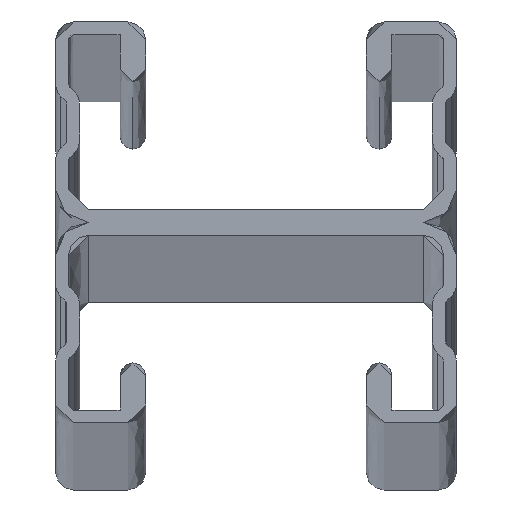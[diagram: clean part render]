
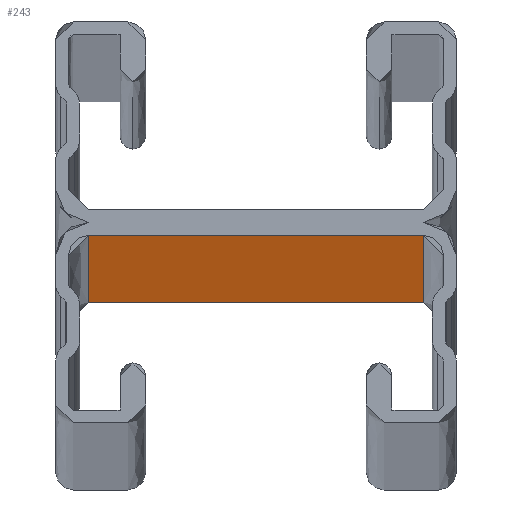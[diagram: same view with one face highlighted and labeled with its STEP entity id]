
A CAD part, top view. The second image highlights one B-rep face of the part: STEP entity #243.
In plain terms, the highlighted planar face has unit normal (0, -1, 0).
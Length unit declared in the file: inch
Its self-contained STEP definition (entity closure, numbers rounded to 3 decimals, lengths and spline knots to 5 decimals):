
#243=ADVANCED_FACE('',(#550),#551,.T.);
#550=FACE_OUTER_BOUND('',#1146,.T.);
#551=PLANE('',#1147);
#1146=EDGE_LOOP('',(#2051,#2052,#2053,#2054));
#1147=AXIS2_PLACEMENT_3D('',#2055,#2056,#2057);
#2051=ORIENTED_EDGE('',*,*,#2998,.T.);
#2052=ORIENTED_EDGE('',*,*,#2999,.F.);
#2053=ORIENTED_EDGE('',*,*,#3000,.F.);
#2054=ORIENTED_EDGE('',*,*,#2915,.T.);
#2055=CARTESIAN_POINT('',(0.5225,-0.04,0.0));
#2056=DIRECTION('',(0.0,-1.0,0.0));
#2057=DIRECTION('',(1.0,0.0,-0.0));
#2915=EDGE_CURVE('',#3499,#3497,#3500,.T.);
#2998=EDGE_CURVE('',#3497,#3635,#3636,.T.);
#2999=EDGE_CURVE('',#3637,#3635,#3638,.T.);
#3000=EDGE_CURVE('',#3499,#3637,#3639,.T.);
#3497=VERTEX_POINT('',#4334);
#3499=VERTEX_POINT('',#4339);
#3500=LINE('',#4340,#4341);
#3635=VERTEX_POINT('',#4547);
#3636=LINE('',#4548,#4549);
#3637=VERTEX_POINT('',#4550);
#3638=LINE('',#4551,#4552);
#3639=LINE('',#4553,#4554);
#4334=CARTESIAN_POINT('',(1.045,-0.04,120.0));
#4339=CARTESIAN_POINT('',(1.045,-0.04,0.0));
#4340=CARTESIAN_POINT('',(1.045,-0.04,0.0));
#4341=VECTOR('',#5200,1.0);
#4547=CARTESIAN_POINT('',(0.,-0.04,120.0));
#4548=CARTESIAN_POINT('',(1.045,-0.04,120.0));
#4549=VECTOR('',#5275,1.0);
#4550=CARTESIAN_POINT('',(0.,-0.04,0.0));
#4551=CARTESIAN_POINT('',(0.,-0.04,0.0));
#4552=VECTOR('',#5276,1.0);
#4553=CARTESIAN_POINT('',(1.045,-0.04,0.0));
#4554=VECTOR('',#5277,1.0);
#5200=DIRECTION('',(0.0,0.0,1.0));
#5275=DIRECTION('',(-1.0,0.0,0.0));
#5276=DIRECTION('',(0.0,0.0,1.0));
#5277=DIRECTION('',(-1.0,0.0,0.0));
